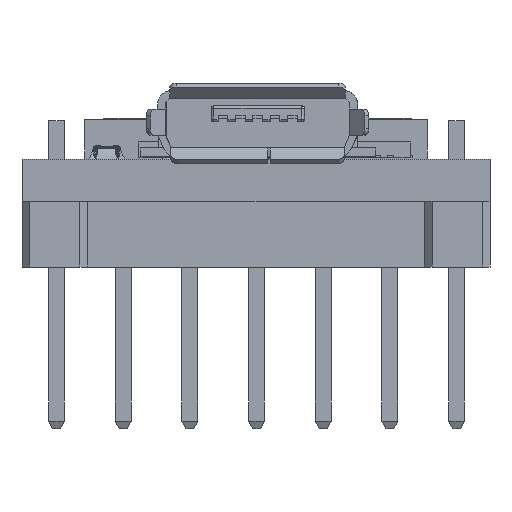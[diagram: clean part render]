
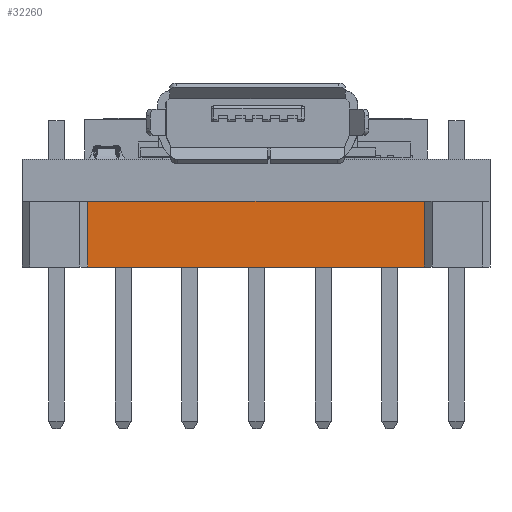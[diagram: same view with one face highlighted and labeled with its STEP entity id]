
A CAD part, front view. The second image highlights one B-rep face of the part: STEP entity #32260.
In plain terms, the highlighted planar face has unit normal (0, -1, 0).
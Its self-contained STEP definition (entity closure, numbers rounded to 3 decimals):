
#2565=PLANE('',#35358);
#4446=FACE_OUTER_BOUND('',#6528,.T.);
#6528=EDGE_LOOP('',(#29913,#29914,#29915,#29916));
#9895=LINE('',#58865,#13298);
#9900=LINE('',#58981,#13303);
#9984=LINE('',#59254,#13387);
#9985=LINE('',#59256,#13388);
#13298=VECTOR('',#43627,10.);
#13303=VECTOR('',#43742,10.);
#13387=VECTOR('',#44068,10.);
#13388=VECTOR('',#44071,10.);
#16733=VERTEX_POINT('',#58862);
#16734=VERTEX_POINT('',#58864);
#16790=VERTEX_POINT('',#58980);
#16858=VERTEX_POINT('',#59252);
#21039=EDGE_CURVE('',#16733,#16734,#9895,.T.);
#21097=EDGE_CURVE('',#16734,#16790,#9900,.T.);
#21234=EDGE_CURVE('',#16733,#16858,#9984,.T.);
#21235=EDGE_CURVE('',#16790,#16858,#9985,.T.);
#29913=ORIENTED_EDGE('',*,*,#21039,.F.);
#29914=ORIENTED_EDGE('',*,*,#21234,.T.);
#29915=ORIENTED_EDGE('',*,*,#21235,.F.);
#29916=ORIENTED_EDGE('',*,*,#21097,.F.);
#32260=ADVANCED_FACE('',(#4446),#2565,.T.);
#35358=AXIS2_PLACEMENT_3D('',#59255,#44069,#44070);
#43627=DIRECTION('',(1.,0.,0.));
#43742=DIRECTION('',(0.,0.,-1.));
#44068=DIRECTION('',(0.,0.,-1.));
#44069=DIRECTION('center_axis',(0.,-1.,0.));
#44070=DIRECTION('ref_axis',(-1.,0.,0.));
#44071=DIRECTION('',(-1.,0.,0.));
#58862=CARTESIAN_POINT('',(2.5,45.66,0.));
#58864=CARTESIAN_POINT('',(15.28,45.66,0.));
#58865=CARTESIAN_POINT('',(0.,45.66,0.));
#58980=CARTESIAN_POINT('',(15.28,45.66,-2.5));
#58981=CARTESIAN_POINT('',(15.28,45.66,0.));
#59252=CARTESIAN_POINT('',(2.5,45.66,-2.5));
#59254=CARTESIAN_POINT('',(2.5,45.66,0.));
#59255=CARTESIAN_POINT('Origin',(15.28,45.66,0.));
#59256=CARTESIAN_POINT('',(0.,45.66,-2.5));
